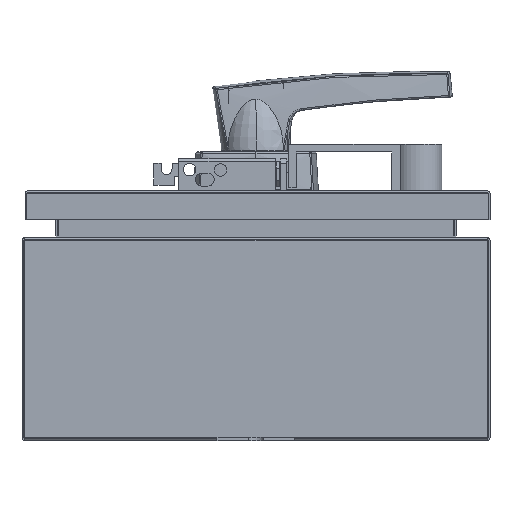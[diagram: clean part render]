
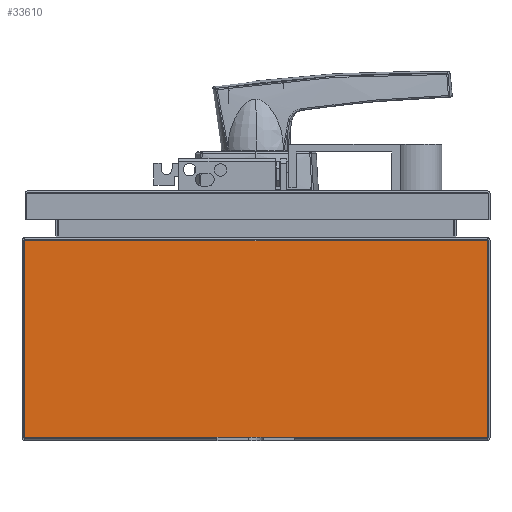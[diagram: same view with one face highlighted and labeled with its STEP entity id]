
A CAD part, front view. The second image highlights one B-rep face of the part: STEP entity #33610.
In plain terms, the highlighted planar face has unit normal (0, -1, 0).
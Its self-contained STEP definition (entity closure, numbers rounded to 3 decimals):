
#447 = CARTESIAN_POINT ( 'NONE',  ( -163.83, 313.848, 372.974 ) ) ;
#1477 = DIRECTION ( 'NONE',  ( 1., 0., 0. ) ) ;
#4342 = LINE ( 'NONE', #10763, #18012 ) ;
#6120 = ORIENTED_EDGE ( 'NONE', *, *, #36061, .T. ) ;
#6702 = VERTEX_POINT ( 'NONE', #24798 ) ;
#8232 = FACE_OUTER_BOUND ( 'NONE', #49603, .T. ) ;
#9279 = DIRECTION ( 'NONE',  ( 0., 0., -1. ) ) ;
#10234 = LINE ( 'NONE', #32455, #11087 ) ;
#10255 = DIRECTION ( 'NONE',  ( 0., 0., -1. ) ) ;
#10763 = CARTESIAN_POINT ( 'NONE',  ( 2511.17, 313.848, 372.744 ) ) ;
#11055 = VECTOR ( 'NONE', #15225, 1000. ) ;
#11087 = VECTOR ( 'NONE', #9279, 1000. ) ;
#11853 = EDGE_CURVE ( 'NONE', #46352, #53871, #48192, .T. ) ;
#15225 = DIRECTION ( 'NONE',  ( -1., 0., 0. ) ) ;
#15386 = CARTESIAN_POINT ( 'NONE',  ( -113.83, 313.848, 372.974 ) ) ;
#16560 = ORIENTED_EDGE ( 'NONE', *, *, #31701, .F. ) ;
#16808 = DIRECTION ( 'NONE',  ( 0., 0., 1. ) ) ;
#18012 = VECTOR ( 'NONE', #22983, 1000. ) ;
#19636 = DIRECTION ( 'NONE',  ( 0., 0., -1. ) ) ;
#19893 = PLANE ( 'NONE',  #38171 ) ;
#20098 = DIRECTION ( 'NONE',  ( -1., 0., 0. ) ) ;
#20279 = ORIENTED_EDGE ( 'NONE', *, *, #60937, .T. ) ;
#22962 = LINE ( 'NONE', #50822, #67679 ) ;
#22983 = DIRECTION ( 'NONE',  ( -1., 0., 0. ) ) ;
#23151 = CARTESIAN_POINT ( 'NONE',  ( -287.206, 313.848, 499.204 ) ) ;
#24622 = CARTESIAN_POINT ( 'NONE',  ( -287.206, 313.848, 372.744 ) ) ;
#24721 = DIRECTION ( 'NONE',  ( 0., 1., 0. ) ) ;
#24798 = CARTESIAN_POINT ( 'NONE',  ( -163.83, 313.848, 372.744 ) ) ;
#24930 = CARTESIAN_POINT ( 'NONE',  ( -163.83, 313.848, 372.974 ) ) ;
#26172 = CARTESIAN_POINT ( 'NONE',  ( 9.547, 313.848, 372.744 ) ) ;
#26248 = EDGE_CURVE ( 'NONE', #70018, #59473, #10234, .T. ) ;
#27494 = ORIENTED_EDGE ( 'NONE', *, *, #29000, .F. ) ;
#29000 = EDGE_CURVE ( 'NONE', #31635, #6702, #66295, .T. ) ;
#31635 = VERTEX_POINT ( 'NONE', #24930 ) ;
#31701 = EDGE_CURVE ( 'NONE', #6702, #46352, #56807, .T. ) ;
#32455 = CARTESIAN_POINT ( 'NONE',  ( 9.547, 313.848, 499.204 ) ) ;
#33574 = VECTOR ( 'NONE', #16808, 1000. ) ;
#33610 = ADVANCED_FACE ( 'NONE', ( #8232 ), #19893, .F. ) ;
#36061 = EDGE_CURVE ( 'NONE', #70018, #53871, #39286, .T. ) ;
#36867 = CARTESIAN_POINT ( 'NONE',  ( -113.83, 313.848, 372.744 ) ) ;
#37387 = CARTESIAN_POINT ( 'NONE',  ( 2511.17, 313.848, 372.744 ) ) ;
#38171 = AXIS2_PLACEMENT_3D ( 'NONE', #60166, #24721, #19636 ) ;
#39286 = LINE ( 'NONE', #44020, #11055 ) ;
#44020 = CARTESIAN_POINT ( 'NONE',  ( 2511.17, 313.848, 499.204 ) ) ;
#46271 = VECTOR ( 'NONE', #52972, 1000. ) ;
#46352 = VERTEX_POINT ( 'NONE', #24622 ) ;
#47793 = VECTOR ( 'NONE', #1477, 1000. ) ;
#48192 = LINE ( 'NONE', #23151, #33574 ) ;
#49014 = ORIENTED_EDGE ( 'NONE', *, *, #54438, .F. ) ;
#49150 = CARTESIAN_POINT ( 'NONE',  ( -287.206, 313.848, 499.204 ) ) ;
#49603 = EDGE_LOOP ( 'NONE', ( #27494, #20279, #55304, #49014, #57633, #6120, #74617, #16560 ) ) ;
#49651 = VERTEX_POINT ( 'NONE', #36867 ) ;
#50715 = EDGE_CURVE ( 'NONE', #73952, #49651, #22962, .T. ) ;
#50822 = CARTESIAN_POINT ( 'NONE',  ( -113.83, 313.848, 372.974 ) ) ;
#52972 = DIRECTION ( 'NONE',  ( 0., 0., -1. ) ) ;
#53871 = VERTEX_POINT ( 'NONE', #49150 ) ;
#54438 = EDGE_CURVE ( 'NONE', #59473, #49651, #4342, .T. ) ;
#55304 = ORIENTED_EDGE ( 'NONE', *, *, #50715, .T. ) ;
#56807 = LINE ( 'NONE', #37387, #66809 ) ;
#57633 = ORIENTED_EDGE ( 'NONE', *, *, #26248, .F. ) ;
#57786 = LINE ( 'NONE', #64914, #47793 ) ;
#58589 = CARTESIAN_POINT ( 'NONE',  ( 9.547, 313.848, 499.204 ) ) ;
#59473 = VERTEX_POINT ( 'NONE', #26172 ) ;
#60166 = CARTESIAN_POINT ( 'NONE',  ( 2511.17, 313.848, 499.204 ) ) ;
#60937 = EDGE_CURVE ( 'NONE', #31635, #73952, #57786, .T. ) ;
#64914 = CARTESIAN_POINT ( 'NONE',  ( -113.83, 313.848, 372.974 ) ) ;
#66295 = LINE ( 'NONE', #447, #46271 ) ;
#66809 = VECTOR ( 'NONE', #20098, 1000. ) ;
#67679 = VECTOR ( 'NONE', #10255, 1000. ) ;
#70018 = VERTEX_POINT ( 'NONE', #58589 ) ;
#73952 = VERTEX_POINT ( 'NONE', #15386 ) ;
#74617 = ORIENTED_EDGE ( 'NONE', *, *, #11853, .F. ) ;
